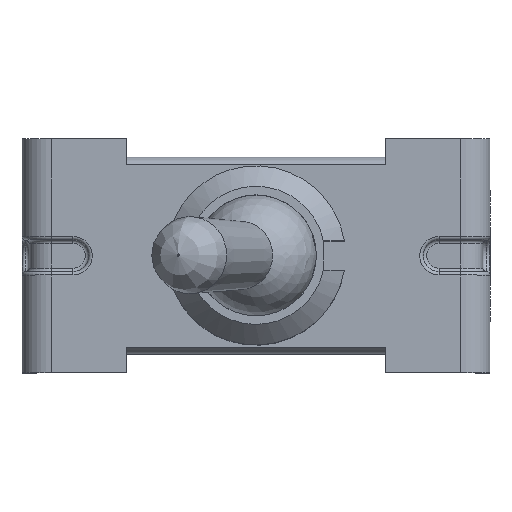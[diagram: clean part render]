
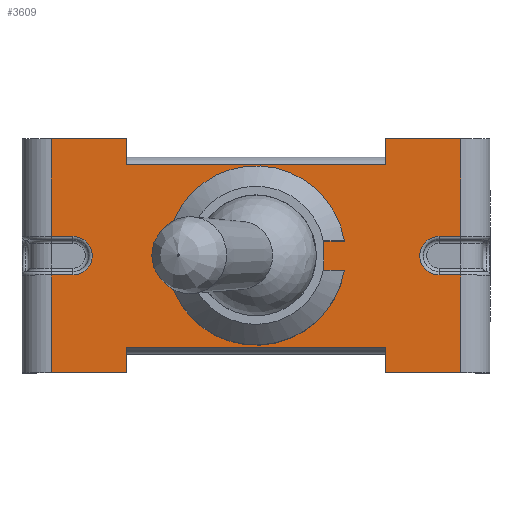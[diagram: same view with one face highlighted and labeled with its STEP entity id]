
A CAD part, top view. The second image highlights one B-rep face of the part: STEP entity #3609.
In plain terms, the highlighted planar face has unit normal (0, 0, 1).
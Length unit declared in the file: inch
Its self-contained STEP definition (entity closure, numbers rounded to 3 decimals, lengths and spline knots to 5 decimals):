
#409=CARTESIAN_POINT('',(0.09283,-0.02008,0.37008));
#410=VERTEX_POINT('',#409);
#417=CARTESIAN_POINT('',(0.09283,0.02008,0.37008));
#418=VERTEX_POINT('',#417);
#419=CARTESIAN_POINT('',(0.09283,0.02008,0.37008));
#420=DIRECTION('',(0.0,-1.0,0.0));
#421=VECTOR('',#420,0.04016);
#422=LINE('',#419,#421);
#423=EDGE_CURVE('',#418,#410,#422,.T.);
#441=CARTESIAN_POINT('',(0.12078,0.02008,0.37008));
#442=VERTEX_POINT('',#441);
#443=CARTESIAN_POINT('',(0.12078,0.02008,0.37008));
#444=DIRECTION('',(-1.0,0.0,0.0));
#445=VECTOR('',#444,0.02795);
#446=LINE('',#443,#445);
#447=EDGE_CURVE('',#442,#418,#446,.T.);
#464=CARTESIAN_POINT('',(0.12078,-0.02008,0.37008));
#465=VERTEX_POINT('',#464);
#472=CARTESIAN_POINT('',(0.09283,-0.02008,0.37008));
#473=DIRECTION('',(1.0,0.0,0.0));
#474=VECTOR('',#473,0.02795);
#475=LINE('',#472,#474);
#476=EDGE_CURVE('',#410,#465,#475,.T.);
#489=CARTESIAN_POINT('',(0.0,0.0,0.37008));
#490=DIRECTION('',(0.0,0.0,-1.0));
#491=DIRECTION('',(0.986,0.164,0.0));
#492=AXIS2_PLACEMENT_3D('',#489,#490,#491);
#493=CIRCLE('',#492,0.12244);
#494=EDGE_CURVE('',#465,#442,#493,.T.);
#3046=CARTESIAN_POINT('',(0.17717,-0.12539,0.37008));
#3047=VERTEX_POINT('',#3046);
#3054=CARTESIAN_POINT('',(-0.17717,-0.12539,0.37008));
#3055=VERTEX_POINT('',#3054);
#3056=CARTESIAN_POINT('',(-0.17717,-0.12539,0.37008));
#3057=DIRECTION('',(1.0,0.0,0.0));
#3058=VECTOR('',#3057,0.35433);
#3059=LINE('',#3056,#3058);
#3060=EDGE_CURVE('',#3055,#3047,#3059,.T.);
#3085=CARTESIAN_POINT('',(-0.17717,-0.16004,0.37008));
#3086=VERTEX_POINT('',#3085);
#3087=CARTESIAN_POINT('',(-0.17717,-0.16004,0.37008));
#3088=DIRECTION('',(0.0,1.0,0.0));
#3089=VECTOR('',#3088,0.03465);
#3090=LINE('',#3087,#3089);
#3091=EDGE_CURVE('',#3086,#3055,#3090,.T.);
#3115=CARTESIAN_POINT('',(0.17717,-0.16004,0.37008));
#3116=VERTEX_POINT('',#3115);
#3123=CARTESIAN_POINT('',(0.17717,-0.12539,0.37008));
#3124=DIRECTION('',(0.0,-1.0,0.0));
#3125=VECTOR('',#3124,0.03465);
#3126=LINE('',#3123,#3125);
#3127=EDGE_CURVE('',#3047,#3116,#3126,.T.);
#3139=CARTESIAN_POINT('',(0.17717,0.12539,0.37008));
#3140=VERTEX_POINT('',#3139);
#3147=CARTESIAN_POINT('',(0.17717,0.16004,0.37008));
#3148=VERTEX_POINT('',#3147);
#3149=CARTESIAN_POINT('',(0.17717,0.16004,0.37008));
#3150=DIRECTION('',(0.0,-1.0,0.0));
#3151=VECTOR('',#3150,0.03465);
#3152=LINE('',#3149,#3151);
#3153=EDGE_CURVE('',#3148,#3140,#3152,.T.);
#3170=CARTESIAN_POINT('',(-0.17717,0.16004,0.37008));
#3171=VERTEX_POINT('',#3170);
#3178=CARTESIAN_POINT('',(-0.17717,0.12539,0.37008));
#3179=VERTEX_POINT('',#3178);
#3180=CARTESIAN_POINT('',(-0.17717,0.12539,0.37008));
#3181=DIRECTION('',(0.0,1.0,0.0));
#3182=VECTOR('',#3181,0.03465);
#3183=LINE('',#3180,#3182);
#3184=EDGE_CURVE('',#3179,#3171,#3183,.T.);
#3202=CARTESIAN_POINT('',(0.17717,0.12539,0.37008));
#3203=DIRECTION('',(-1.0,0.0,0.0));
#3204=VECTOR('',#3203,0.35433);
#3205=LINE('',#3202,#3204);
#3206=EDGE_CURVE('',#3140,#3179,#3205,.T.);
#3218=CARTESIAN_POINT('',(-0.27992,-0.16004,0.37008));
#3219=VERTEX_POINT('',#3218);
#3220=CARTESIAN_POINT('',(-0.17717,-0.16004,0.37008));
#3221=DIRECTION('',(-1.0,0.0,0.0));
#3222=VECTOR('',#3221,0.10276);
#3223=LINE('',#3220,#3222);
#3224=EDGE_CURVE('',#3086,#3219,#3223,.T.);
#3425=CARTESIAN_POINT('',(-0.27992,0.16004,0.37008));
#3426=VERTEX_POINT('',#3425);
#3434=CARTESIAN_POINT('',(-0.27992,0.16004,0.37008));
#3435=DIRECTION('',(1.0,0.0,0.0));
#3436=VECTOR('',#3435,0.10276);
#3437=LINE('',#3434,#3436);
#3438=EDGE_CURVE('',#3426,#3171,#3437,.T.);
#3449=CARTESIAN_POINT('',(0.27992,0.16004,0.37008));
#3450=VERTEX_POINT('',#3449);
#3451=CARTESIAN_POINT('',(0.17717,0.16004,0.37008));
#3452=DIRECTION('',(1.0,0.0,0.0));
#3453=VECTOR('',#3452,0.10276);
#3454=LINE('',#3451,#3453);
#3455=EDGE_CURVE('',#3148,#3450,#3454,.T.);
#3501=CARTESIAN_POINT('',(0.30791,0.17604,0.37008));
#3502=DIRECTION('',(0.0,0.0,1.0));
#3503=DIRECTION('',(1.0,0.0,0.0));
#3504=AXIS2_PLACEMENT_3D('',#3501,#3502,#3503);
#3505=PLANE('',#3504);
#3506=ORIENTED_EDGE('',*,*,#3091,.T.);
#3507=ORIENTED_EDGE('',*,*,#3060,.T.);
#3508=ORIENTED_EDGE('',*,*,#3127,.T.);
#3509=CARTESIAN_POINT('',(0.27992,-0.16004,0.37008));
#3510=VERTEX_POINT('',#3509);
#3511=CARTESIAN_POINT('',(0.27992,-0.16004,0.37008));
#3512=DIRECTION('',(-1.0,0.0,0.0));
#3513=VECTOR('',#3512,0.10276);
#3514=LINE('',#3511,#3513);
#3515=EDGE_CURVE('',#3510,#3116,#3514,.T.);
#3516=ORIENTED_EDGE('',*,*,#3515,.F.);
#3517=CARTESIAN_POINT('',(0.27992,-0.02638,0.37008));
#3518=VERTEX_POINT('',#3517);
#3519=CARTESIAN_POINT('',(0.27992,-0.16004,0.37008));
#3520=DIRECTION('',(0.0,1.0,0.0));
#3521=VECTOR('',#3520,0.13366);
#3522=LINE('',#3519,#3521);
#3523=EDGE_CURVE('',#3510,#3518,#3522,.T.);
#3524=ORIENTED_EDGE('',*,*,#3523,.T.);
#3525=CARTESIAN_POINT('',(0.25039,-0.02638,0.37008));
#3526=VERTEX_POINT('',#3525);
#3527=CARTESIAN_POINT('',(0.25039,-0.02638,0.37008));
#3528=DIRECTION('',(1.0,0.0,0.0));
#3529=VECTOR('',#3528,0.02953);
#3530=LINE('',#3527,#3529);
#3531=EDGE_CURVE('',#3526,#3518,#3530,.T.);
#3532=ORIENTED_EDGE('',*,*,#3531,.F.);
#3533=CARTESIAN_POINT('',(0.25039,0.02638,0.37008));
#3534=VERTEX_POINT('',#3533);
#3535=CARTESIAN_POINT('',(0.25039,0.,0.37008));
#3536=DIRECTION('',(0.0,0.0,1.0));
#3537=DIRECTION('',(-1.0,0.0,0.0));
#3538=AXIS2_PLACEMENT_3D('',#3535,#3536,#3537);
#3539=CIRCLE('',#3538,0.02638);
#3540=EDGE_CURVE('',#3534,#3526,#3539,.T.);
#3541=ORIENTED_EDGE('',*,*,#3540,.F.);
#3542=CARTESIAN_POINT('',(0.27992,0.02638,0.37008));
#3543=VERTEX_POINT('',#3542);
#3544=CARTESIAN_POINT('',(0.27992,0.02638,0.37008));
#3545=DIRECTION('',(-1.0,0.0,0.0));
#3546=VECTOR('',#3545,0.02953);
#3547=LINE('',#3544,#3546);
#3548=EDGE_CURVE('',#3543,#3534,#3547,.T.);
#3549=ORIENTED_EDGE('',*,*,#3548,.F.);
#3550=CARTESIAN_POINT('',(0.27992,0.02638,0.37008));
#3551=DIRECTION('',(0.0,1.0,0.0));
#3552=VECTOR('',#3551,0.13366);
#3553=LINE('',#3550,#3552);
#3554=EDGE_CURVE('',#3543,#3450,#3553,.T.);
#3555=ORIENTED_EDGE('',*,*,#3554,.T.);
#3556=ORIENTED_EDGE('',*,*,#3455,.F.);
#3557=ORIENTED_EDGE('',*,*,#3153,.T.);
#3558=ORIENTED_EDGE('',*,*,#3206,.T.);
#3559=ORIENTED_EDGE('',*,*,#3184,.T.);
#3560=ORIENTED_EDGE('',*,*,#3438,.F.);
#3561=CARTESIAN_POINT('',(-0.27992,0.02638,0.37008));
#3562=VERTEX_POINT('',#3561);
#3563=CARTESIAN_POINT('',(-0.27992,0.16004,0.37008));
#3564=DIRECTION('',(0.0,-1.0,0.0));
#3565=VECTOR('',#3564,0.13366);
#3566=LINE('',#3563,#3565);
#3567=EDGE_CURVE('',#3426,#3562,#3566,.T.);
#3568=ORIENTED_EDGE('',*,*,#3567,.T.);
#3569=CARTESIAN_POINT('',(-0.25039,0.02638,0.37008));
#3570=VERTEX_POINT('',#3569);
#3571=CARTESIAN_POINT('',(-0.25039,0.02638,0.37008));
#3572=DIRECTION('',(-1.0,0.0,0.0));
#3573=VECTOR('',#3572,0.02953);
#3574=LINE('',#3571,#3573);
#3575=EDGE_CURVE('',#3570,#3562,#3574,.T.);
#3576=ORIENTED_EDGE('',*,*,#3575,.F.);
#3577=CARTESIAN_POINT('',(-0.25039,-0.02638,0.37008));
#3578=VERTEX_POINT('',#3577);
#3579=CARTESIAN_POINT('',(-0.25039,0.,0.37008));
#3580=DIRECTION('',(0.0,0.0,1.0));
#3581=DIRECTION('',(1.0,0.0,0.0));
#3582=AXIS2_PLACEMENT_3D('',#3579,#3580,#3581);
#3583=CIRCLE('',#3582,0.02638);
#3584=EDGE_CURVE('',#3578,#3570,#3583,.T.);
#3585=ORIENTED_EDGE('',*,*,#3584,.F.);
#3586=CARTESIAN_POINT('',(-0.27992,-0.02638,0.37008));
#3587=VERTEX_POINT('',#3586);
#3588=CARTESIAN_POINT('',(-0.27992,-0.02638,0.37008));
#3589=DIRECTION('',(1.0,0.0,0.0));
#3590=VECTOR('',#3589,0.02953);
#3591=LINE('',#3588,#3590);
#3592=EDGE_CURVE('',#3587,#3578,#3591,.T.);
#3593=ORIENTED_EDGE('',*,*,#3592,.F.);
#3594=CARTESIAN_POINT('',(-0.27992,-0.02638,0.37008));
#3595=DIRECTION('',(0.0,-1.0,0.0));
#3596=VECTOR('',#3595,0.13366);
#3597=LINE('',#3594,#3596);
#3598=EDGE_CURVE('',#3587,#3219,#3597,.T.);
#3599=ORIENTED_EDGE('',*,*,#3598,.T.);
#3600=ORIENTED_EDGE('',*,*,#3224,.F.);
#3601=EDGE_LOOP('',(#3506,#3507,#3508,#3516,#3524,#3532,#3541,#3549,#3555,#3556,#3557,#3558,#3559,#3560,#3568,#3576,#3585,#3593,#3599,#3600));
#3602=FACE_OUTER_BOUND('',#3601,.T.);
#3603=ORIENTED_EDGE('',*,*,#423,.T.);
#3604=ORIENTED_EDGE('',*,*,#476,.T.);
#3605=ORIENTED_EDGE('',*,*,#494,.T.);
#3606=ORIENTED_EDGE('',*,*,#447,.T.);
#3607=EDGE_LOOP('',(#3603,#3604,#3605,#3606));
#3608=FACE_BOUND('',#3607,.T.);
#3609=ADVANCED_FACE('',(#3602,#3608),#3505,.T.);
